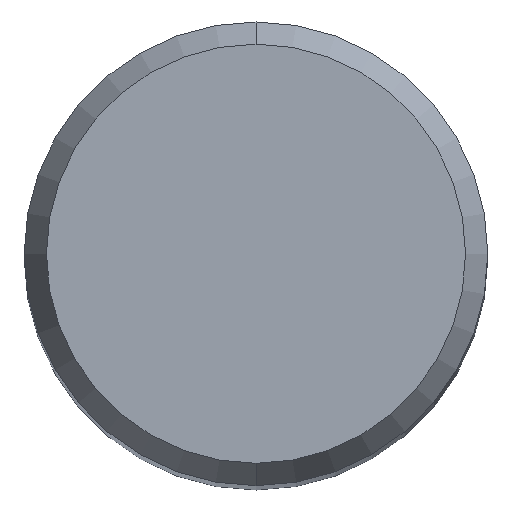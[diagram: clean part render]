
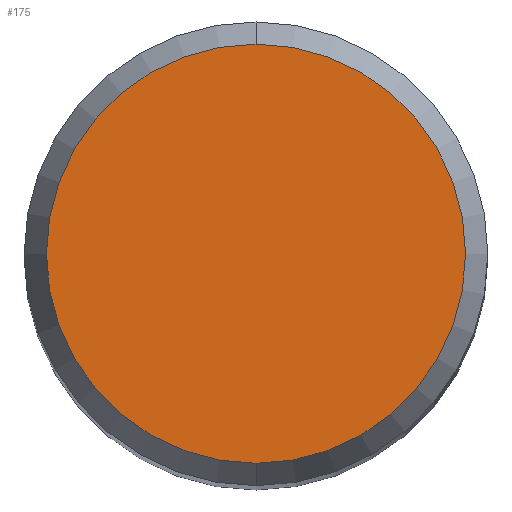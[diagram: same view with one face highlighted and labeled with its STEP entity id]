
A CAD part, top view. The second image highlights one B-rep face of the part: STEP entity #175.
In plain terms, the highlighted planar face has unit normal (0, 0, 1).
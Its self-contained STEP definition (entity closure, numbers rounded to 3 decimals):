
#95=EDGE_CURVE('',#131,#99,#224,.T.);
#99=VERTEX_POINT('',#228);
#131=VERTEX_POINT('',#265);
#153=EDGE_CURVE('',#99,#131,#288,.T.);
#175=ADVANCED_FACE('',(#313),#314,.T.);
#224=CIRCLE('',#359,2.158);
#228=CARTESIAN_POINT('',(0.,-2.158,0.01));
#265=CARTESIAN_POINT('',(0.0,2.158,0.01));
#288=CIRCLE('',#440,2.158);
#313=FACE_OUTER_BOUND('',#469,.T.);
#314=PLANE('',#470);
#359=AXIS2_PLACEMENT_3D('',#520,#521,#522);
#440=AXIS2_PLACEMENT_3D('',#596,#597,#598);
#469=EDGE_LOOP('',(#631,#632));
#470=AXIS2_PLACEMENT_3D('',#633,#634,#635);
#520=CARTESIAN_POINT('',(0.0,0.0,0.01));
#521=DIRECTION('',(0.0,0.0,-1.0));
#522=DIRECTION('',(0.0,1.0,0.0));
#596=CARTESIAN_POINT('',(0.0,0.0,0.01));
#597=DIRECTION('',(0.0,0.0,-1.0));
#598=DIRECTION('',(0.0,1.0,0.0));
#631=ORIENTED_EDGE('',*,*,#95,.F.);
#632=ORIENTED_EDGE('',*,*,#153,.F.);
#633=CARTESIAN_POINT('',(0.0,1.079,0.01));
#634=DIRECTION('',(-0.0,0.0,1.0));
#635=DIRECTION('',(0.0,-1.0,0.0));
